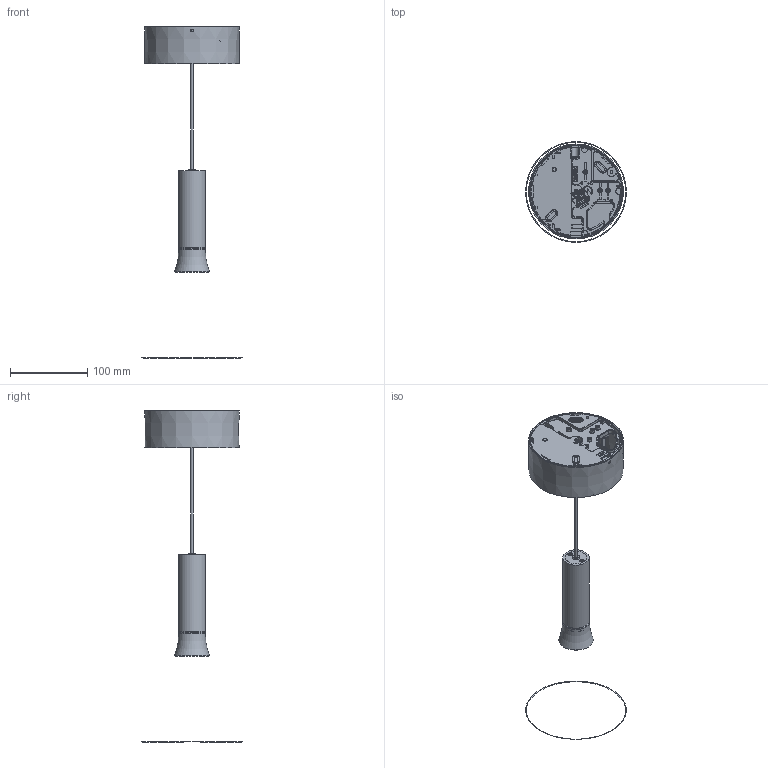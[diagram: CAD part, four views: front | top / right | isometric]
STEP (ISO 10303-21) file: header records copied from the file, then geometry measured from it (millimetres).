
FILE_DESCRIPTION(/* description */ ('This is a sample STEP configuration'),/* implementation_level */ '2;1');
FILE_NAME(/* name */ '176-10201xxxxxxxx SIMPLE.ipt_Rev_00.1.stp',/* time_stamp */ '2023-04-17T09:44:12+02:00',/* author */ ('powerJobs'),/* organization */ ('coolOrange'),/* preprocessor_version */ 'ST-DEVELOPER v19.2',/* originating_system */ 'Autodesk Inventor 2023',/* authorisation */ '');
FILE_SCHEMA (('AUTOMOTIVE_DESIGN { 1 0 10303 214 3 1 1 }'));
Length unit declared in the file: millimetre
Products named in the file (1): ENG000025777
Bounding box: 130.5 x 130.5 x 429.52 mm (x, y, z)
Volume: 161815.1 mm3; surface area: 193118.1 mm2
Topology: 7 solids, 7 shells, 1932 faces, 4585 edges, 2677 vertices
Faces by surface type: cylinder 651, plane 446, bspline 386, torus 185, sphere 167, cone 97
Full cylindrical faces by diameter (mm): 1 x4, 2.3 x2, 2.459 x5, 2.6 x2, 2.902 x1, 3 x19, 3.242 x1, 3.5 x2, 3.797 x1, 4 x1, 5 x2, 10 x1, 24 x2, 25.4 x2, 26 x5, 26.8 x1, 27.4 x1, 28 x2, 29 x2, 30.4 x1, 32.6 x1, 34.5 x2
Entity records: 83255 total; most frequent: CARTESIAN_POINT 40059, ORIENTED_EDGE 9140, DIRECTION 8935, EDGE_CURVE 4570, AXIS2_PLACEMENT_3D 3599, VERTEX_POINT 2679, EDGE_LOOP 2035, FACE_OUTER_BOUND 1932
